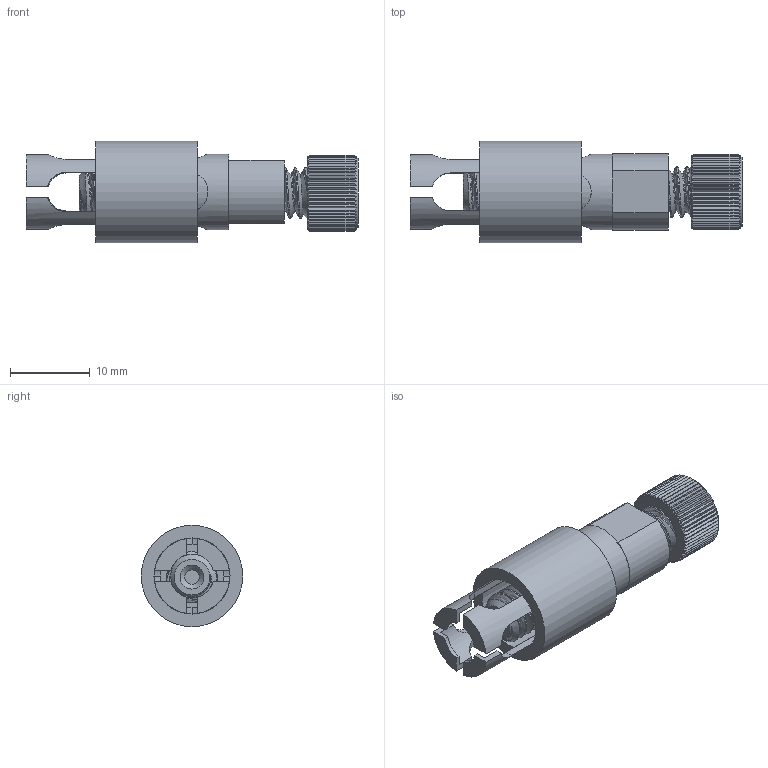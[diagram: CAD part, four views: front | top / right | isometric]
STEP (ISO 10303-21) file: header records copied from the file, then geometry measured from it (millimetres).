
FILE_DESCRIPTION(('HOOPS Exchange Step'),'2;1');
FILE_NAME('temp_export','2022-12-07T16:31:18-06:00',('jonat'),('Shapr3D Limited'),'HOOPS Exchange 2022.0','Shapr3D','Authorized');
FILE_SCHEMA( ('AUTOMOTIVE_DESIGN { 1 0 10303 214 1 1 1 1 }') );
Length unit declared in the file: millimetre
Products named in the file (2): 92196A543_18-8 Stainless Steel Socket Head Screw.SLDPRT; root
Assembly tree (1 placements, depth 2):
  root
    92196A543_18-8 Stainless Steel Socket Head Screw.SLDPRT
Bounding box: 41.6 x 12.7 x 12.7 mm (x, y, z)
Volume: 2371.6 mm3; surface area: 3862.9 mm2
Topology: 4 solids, 4 shells, 363 faces, 929 edges, 576 vertices
Faces by surface type: plane 164, cylinder 120, cone 73, bspline 6
Full cylindrical faces by diameter (mm): 3 x1, 6.35 x28, 7.938 x2, 9.449 x1, 9.525 x1, 12.7 x1
Entity records: 35219 total; most frequent: CARTESIAN_POINT 27013, ORIENTED_EDGE 1858, DIRECTION 1518, EDGE_CURVE 929, AXIS2_PLACEMENT_3D 593, VERTEX_POINT 576, EDGE_LOOP 371, FACE_BOUND 371
